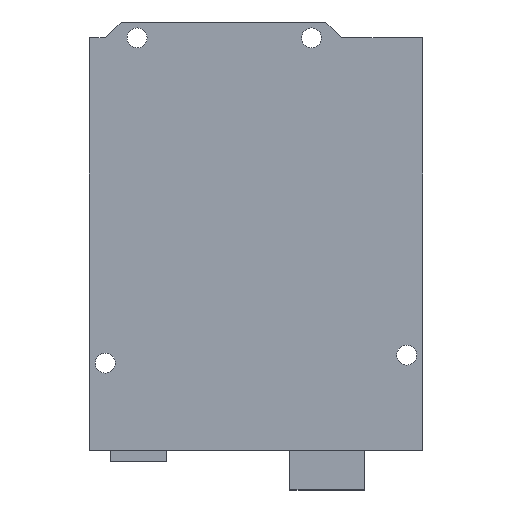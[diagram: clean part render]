
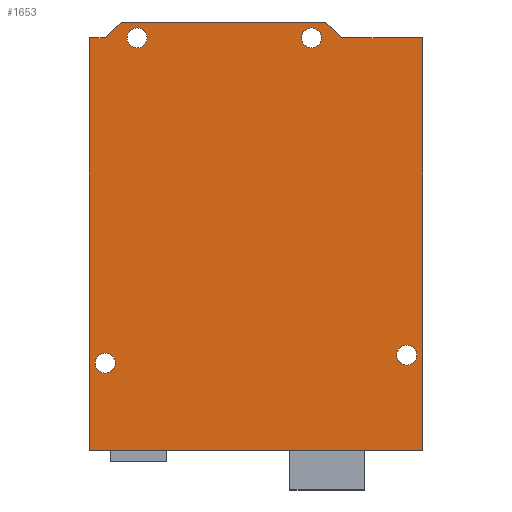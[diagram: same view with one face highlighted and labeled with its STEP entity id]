
A CAD part, top view. The second image highlights one B-rep face of the part: STEP entity #1653.
In plain terms, the highlighted planar face has unit normal (0, 0, 1).
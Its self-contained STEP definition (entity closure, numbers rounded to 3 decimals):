
#13=DIRECTION('',(0.,0.,1.));
#14=DIRECTION('',(1.,0.,0.));
#104=VECTOR('',#105,1.);
#105=DIRECTION('',(0.,1.,0.));
#147=VECTOR('',#14,1.);
#1380=VERTEX_POINT('',#1381);
#1381=CARTESIAN_POINT('',(-26.67,31.75,1.6));
#1383=ORIENTED_EDGE('',*,*,#1384,.T.);
#1384=EDGE_CURVE('',#1380,#1385,#1387,.T.);
#1385=VERTEX_POINT('',#1386);
#1386=CARTESIAN_POINT('',(-24.13,31.75,1.6));
#1387=LINE('',#1381,#147);
#1402=ORIENTED_EDGE('',*,*,#1403,.T.);
#1403=EDGE_CURVE('',#1385,#1404,#1406,.T.);
#1404=VERTEX_POINT('',#1405);
#1405=CARTESIAN_POINT('',(-21.59,34.29,1.6));
#1406=LINE('',#1386,#1407);
#1407=VECTOR('',#1408,1.);
#1408=DIRECTION('',(0.707,0.707,0.));
#1424=ORIENTED_EDGE('',*,*,#1425,.T.);
#1425=EDGE_CURVE('',#1404,#1426,#1428,.T.);
#1426=VERTEX_POINT('',#1427);
#1427=CARTESIAN_POINT('',(11.176,34.29,1.6));
#1428=LINE('',#1405,#147);
#1443=ORIENTED_EDGE('',*,*,#1444,.T.);
#1444=EDGE_CURVE('',#1426,#1445,#1447,.T.);
#1445=VERTEX_POINT('',#1446);
#1446=CARTESIAN_POINT('',(13.716,31.75,1.6));
#1447=LINE('',#1427,#1448);
#1448=VECTOR('',#1449,1.);
#1449=DIRECTION('',(0.707,-0.707,0.));
#1464=ORIENTED_EDGE('',*,*,#1465,.T.);
#1465=EDGE_CURVE('',#1445,#1466,#1468,.T.);
#1466=VERTEX_POINT('',#1467);
#1467=CARTESIAN_POINT('',(26.67,31.75,1.6));
#1468=LINE('',#1446,#147);
#1483=ORIENTED_EDGE('',*,*,#1484,.T.);
#1484=EDGE_CURVE('',#1466,#1485,#1487,.T.);
#1485=VERTEX_POINT('',#1486);
#1486=CARTESIAN_POINT('',(26.67,-34.29,1.6));
#1487=LINE('',#1467,#1488);
#1488=VECTOR('',#1489,1.);
#1489=DIRECTION('',(0.,-1.,0.));
#1504=ORIENTED_EDGE('',*,*,#1505,.T.);
#1505=EDGE_CURVE('',#1485,#1506,#1508,.T.);
#1506=VERTEX_POINT('',#1507);
#1507=CARTESIAN_POINT('',(-26.67,-34.29,1.6));
#1508=LINE('',#1486,#1509);
#1509=VECTOR('',#1510,1.);
#1510=DIRECTION('',(-1.,0.,0.));
#1525=ORIENTED_EDGE('',*,*,#1526,.T.);
#1526=EDGE_CURVE('',#1506,#1380,#1527,.T.);
#1527=LINE('',#1507,#104);
#1541=VERTEX_POINT('',#1542);
#1542=CARTESIAN_POINT('',(-17.45,31.75,1.6));
#1544=ORIENTED_EDGE('',*,*,#1545,.T.);
#1545=EDGE_CURVE('',#1541,#1541,#1546,.T.);
#1546=CIRCLE('',#1547,1.6);
#1547=AXIS2_PLACEMENT_3D('',#1548,#13,#14);
#1548=CARTESIAN_POINT('',(-19.05,31.75,1.6));
#1557=DIRECTION('',(0.,0.,-1.));
#1565=VERTEX_POINT('',#1566);
#1566=CARTESIAN_POINT('',(10.49,31.75,1.6));
#1568=ORIENTED_EDGE('',*,*,#1569,.T.);
#1569=EDGE_CURVE('',#1565,#1565,#1570,.T.);
#1570=CIRCLE('',#1571,1.6);
#1571=AXIS2_PLACEMENT_3D('',#1572,#13,#14);
#1572=CARTESIAN_POINT('',(8.89,31.75,1.6));
#1588=VERTEX_POINT('',#1589);
#1589=CARTESIAN_POINT('',(-22.53,-20.32,1.6));
#1591=ORIENTED_EDGE('',*,*,#1592,.T.);
#1592=EDGE_CURVE('',#1588,#1588,#1593,.T.);
#1593=CIRCLE('',#1594,1.6);
#1594=AXIS2_PLACEMENT_3D('',#1595,#13,#14);
#1595=CARTESIAN_POINT('',(-24.13,-20.32,1.6));
#1611=VERTEX_POINT('',#1612);
#1612=CARTESIAN_POINT('',(25.73,-19.05,1.6));
#1614=ORIENTED_EDGE('',*,*,#1615,.T.);
#1615=EDGE_CURVE('',#1611,#1611,#1616,.T.);
#1616=CIRCLE('',#1617,1.6);
#1617=AXIS2_PLACEMENT_3D('',#1618,#13,#14);
#1618=CARTESIAN_POINT('',(24.13,-19.05,1.6));
#1653=ADVANCED_FACE('',(#1654,#1656,#1658,#1660,#1662),#1664,.F.);
#1654=FACE_BOUND('',#1655,.F.);
#1655=EDGE_LOOP('',(#1383,#1402,#1424,#1443,#1464,#1483,#1504,#1525));
#1656=FACE_BOUND('',#1657,.F.);
#1657=EDGE_LOOP('',(#1544));
#1658=FACE_BOUND('',#1659,.F.);
#1659=EDGE_LOOP('',(#1568));
#1660=FACE_BOUND('',#1661,.F.);
#1661=EDGE_LOOP('',(#1591));
#1662=FACE_BOUND('',#1663,.F.);
#1663=EDGE_LOOP('',(#1614));
#1664=PLANE('',#1665);
#1665=AXIS2_PLACEMENT_3D('',#1666,#1557,#1510);
#1666=CARTESIAN_POINT('',(-0.045,-0.598,1.6));
